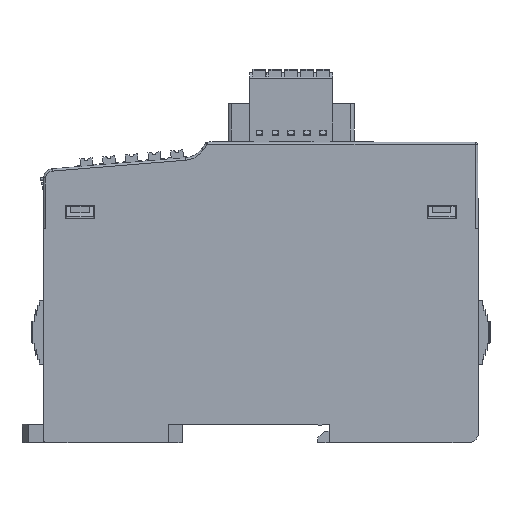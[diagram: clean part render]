
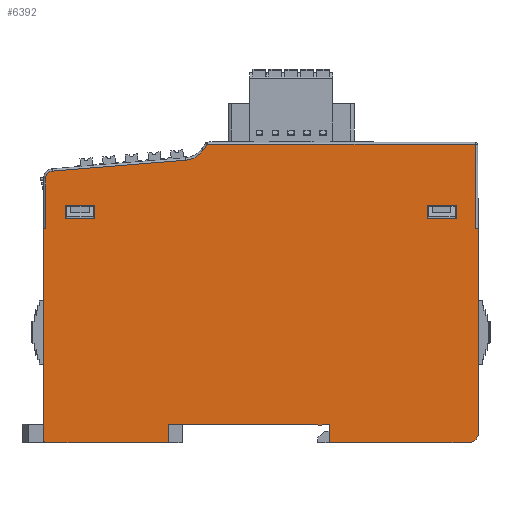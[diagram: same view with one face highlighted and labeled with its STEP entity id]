
A CAD part, left-side view. The second image highlights one B-rep face of the part: STEP entity #6392.
In plain terms, the highlighted planar face has unit normal (-1, 0, 0).
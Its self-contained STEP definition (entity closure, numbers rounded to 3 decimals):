
#6392=ADVANCED_FACE('',(#34436,#34437,#34438),#10724,.T.);
#10724=PLANE('',#83402);
#14479=LINE('',#108258,#24332);
#14501=LINE('',#108309,#24354);
#14505=LINE('',#108317,#24358);
#14509=LINE('',#108327,#24362);
#14510=LINE('',#108332,#24363);
#14511=LINE('',#108333,#24364);
#14512=LINE('',#108335,#24365);
#14513=LINE('',#108337,#24366);
#14514=LINE('',#108341,#24367);
#14515=LINE('',#108345,#24368);
#14516=LINE('',#108347,#24369);
#14517=LINE('',#108349,#24370);
#14518=LINE('',#108353,#24371);
#14519=LINE('',#108355,#24372);
#14520=LINE('',#108357,#24373);
#14521=LINE('',#108358,#24374);
#14522=LINE('',#108361,#24375);
#14523=LINE('',#108363,#24376);
#14524=LINE('',#108365,#24377);
#14525=LINE('',#108366,#24378);
#14526=LINE('',#108369,#24379);
#14527=LINE('',#108371,#24380);
#14528=LINE('',#108373,#24381);
#24332=VECTOR('',#88328,1.);
#24354=VECTOR('',#88360,1.);
#24358=VECTOR('',#88364,1.);
#24362=VECTOR('',#88376,1.);
#24363=VECTOR('',#88379,1.);
#24364=VECTOR('',#88380,1.);
#24365=VECTOR('',#88381,1.);
#24366=VECTOR('',#88382,1.);
#24367=VECTOR('',#88385,1.);
#24368=VECTOR('',#88388,1.);
#24369=VECTOR('',#88389,1.);
#24370=VECTOR('',#88390,1.);
#24371=VECTOR('',#88393,1.);
#24372=VECTOR('',#88394,1.);
#24373=VECTOR('',#88397,1.);
#24374=VECTOR('',#88398,1.);
#24375=VECTOR('',#88399,1.);
#24376=VECTOR('',#88400,1.);
#24377=VECTOR('',#88401,1.);
#24378=VECTOR('',#88402,1.);
#24379=VECTOR('',#88403,1.);
#24380=VECTOR('',#88404,1.);
#24381=VECTOR('',#88405,1.);
#34436=FACE_BOUND('',#34899,.T.);
#34437=FACE_BOUND('',#34900,.T.);
#34438=FACE_BOUND('',#34901,.T.);
#34899=EDGE_LOOP('',(#39691,#39692,#39693,#39694,#39695,#39696,#39697,#39698,
#39699,#39700,#39701,#39702,#39703,#39704,#39705,#39706,#39707,#39708,#39709,
#39710));
#34900=EDGE_LOOP('',(#39711,#39712,#39713,#39714));
#34901=EDGE_LOOP('',(#39715,#39716,#39717,#39718));
#39691=ORIENTED_EDGE('',*,*,#70957,.F.);
#39692=ORIENTED_EDGE('',*,*,#70958,.F.);
#39693=ORIENTED_EDGE('',*,*,#70959,.F.);
#39694=ORIENTED_EDGE('',*,*,#70924,.F.);
#39695=ORIENTED_EDGE('',*,*,#70960,.T.);
#39696=ORIENTED_EDGE('',*,*,#70961,.T.);
#39697=ORIENTED_EDGE('',*,*,#70962,.T.);
#39698=ORIENTED_EDGE('',*,*,#70963,.T.);
#39699=ORIENTED_EDGE('',*,*,#70964,.T.);
#39700=ORIENTED_EDGE('',*,*,#70965,.T.);
#39701=ORIENTED_EDGE('',*,*,#70966,.T.);
#39702=ORIENTED_EDGE('',*,*,#70967,.F.);
#39703=ORIENTED_EDGE('',*,*,#70968,.F.);
#39704=ORIENTED_EDGE('',*,*,#70969,.F.);
#39705=ORIENTED_EDGE('',*,*,#70970,.F.);
#39706=ORIENTED_EDGE('',*,*,#70971,.F.);
#39707=ORIENTED_EDGE('',*,*,#70952,.F.);
#39708=ORIENTED_EDGE('',*,*,#70972,.F.);
#39709=ORIENTED_EDGE('',*,*,#70948,.F.);
#39710=ORIENTED_EDGE('',*,*,#70973,.T.);
#39711=ORIENTED_EDGE('',*,*,#70974,.F.);
#39712=ORIENTED_EDGE('',*,*,#70975,.F.);
#39713=ORIENTED_EDGE('',*,*,#70976,.F.);
#39714=ORIENTED_EDGE('',*,*,#70977,.F.);
#39715=ORIENTED_EDGE('',*,*,#70978,.T.);
#39716=ORIENTED_EDGE('',*,*,#70979,.T.);
#39717=ORIENTED_EDGE('',*,*,#70980,.T.);
#39718=ORIENTED_EDGE('',*,*,#70981,.T.);
#63178=VERTEX_POINT('',#108254);
#63180=VERTEX_POINT('',#108257);
#63193=VERTEX_POINT('',#108286);
#63204=VERTEX_POINT('',#108308);
#63205=VERTEX_POINT('',#108310);
#63208=VERTEX_POINT('',#108316);
#63211=VERTEX_POINT('',#108328);
#63212=VERTEX_POINT('',#108329);
#63213=VERTEX_POINT('',#108331);
#63214=VERTEX_POINT('',#108334);
#63215=VERTEX_POINT('',#108336);
#63216=VERTEX_POINT('',#108338);
#63217=VERTEX_POINT('',#108340);
#63218=VERTEX_POINT('',#108342);
#63219=VERTEX_POINT('',#108344);
#63220=VERTEX_POINT('',#108346);
#63221=VERTEX_POINT('',#108348);
#63222=VERTEX_POINT('',#108350);
#63223=VERTEX_POINT('',#108352);
#63224=VERTEX_POINT('',#108354);
#63225=VERTEX_POINT('',#108359);
#63226=VERTEX_POINT('',#108360);
#63227=VERTEX_POINT('',#108362);
#63228=VERTEX_POINT('',#108364);
#63229=VERTEX_POINT('',#108367);
#63230=VERTEX_POINT('',#108368);
#63231=VERTEX_POINT('',#108370);
#63232=VERTEX_POINT('',#108372);
#70924=EDGE_CURVE('',#63180,#63178,#14479,.T.);
#70948=EDGE_CURVE('',#63204,#63205,#14501,.T.);
#70952=EDGE_CURVE('',#63208,#63193,#14505,.T.);
#70957=EDGE_CURVE('',#63211,#63212,#14509,.T.);
#70958=EDGE_CURVE('',#63213,#63211,#82645,.T.);
#70959=EDGE_CURVE('',#63178,#63213,#14510,.T.);
#70960=EDGE_CURVE('',#63180,#63214,#14511,.T.);
#70961=EDGE_CURVE('',#63214,#63215,#14512,.T.);
#70962=EDGE_CURVE('',#63215,#63216,#14513,.T.);
#70963=EDGE_CURVE('',#63216,#63217,#82646,.T.);
#70964=EDGE_CURVE('',#63217,#63218,#14514,.T.);
#70965=EDGE_CURVE('',#63218,#63219,#82647,.T.);
#70966=EDGE_CURVE('',#63219,#63220,#14515,.T.);
#70967=EDGE_CURVE('',#63221,#63220,#14516,.T.);
#70968=EDGE_CURVE('',#63222,#63221,#14517,.T.);
#70969=EDGE_CURVE('',#63223,#63222,#82648,.T.);
#70970=EDGE_CURVE('',#63224,#63223,#14518,.T.);
#70971=EDGE_CURVE('',#63193,#63224,#14519,.T.);
#70972=EDGE_CURVE('',#63205,#63208,#82649,.T.);
#70973=EDGE_CURVE('',#63204,#63212,#14520,.T.);
#70974=EDGE_CURVE('',#63225,#63226,#14521,.T.);
#70975=EDGE_CURVE('',#63227,#63225,#14522,.T.);
#70976=EDGE_CURVE('',#63228,#63227,#14523,.T.);
#70977=EDGE_CURVE('',#63226,#63228,#14524,.T.);
#70978=EDGE_CURVE('',#63229,#63230,#14525,.T.);
#70979=EDGE_CURVE('',#63230,#63231,#14526,.T.);
#70980=EDGE_CURVE('',#63231,#63232,#14527,.T.);
#70981=EDGE_CURVE('',#63232,#63229,#14528,.T.);
#82645=CIRCLE('',#83397,2.002);
#82646=CIRCLE('',#83398,5.5);
#82647=CIRCLE('',#83399,1.502);
#82648=CIRCLE('',#83400,0.5);
#82649=CIRCLE('',#83401,0.547);
#83397=AXIS2_PLACEMENT_3D('',#108330,#88377,#88378);
#83398=AXIS2_PLACEMENT_3D('',#108339,#88383,#88384);
#83399=AXIS2_PLACEMENT_3D('',#108343,#88386,#88387);
#83400=AXIS2_PLACEMENT_3D('',#108351,#88391,#88392);
#83401=AXIS2_PLACEMENT_3D('',#108356,#88395,#88396);
#83402=AXIS2_PLACEMENT_3D('',#108374,#88406,#88407);
#88328=DIRECTION('',(0.,-1.,0.));
#88360=DIRECTION('',(0.,1.,0.));
#88364=DIRECTION('',(0.,1.,0.));
#88376=DIRECTION('',(0.,1.,0.));
#88377=DIRECTION('',(1.,0.,0.));
#88378=DIRECTION('',(0.,0.,1.));
#88379=DIRECTION('',(0.,0.,-1.));
#88380=DIRECTION('',(0.,0.005,1.));
#88381=DIRECTION('',(0.,1.,0.));
#88382=DIRECTION('',(0.,0.578,-0.816));
#88383=DIRECTION('',(1.,0.,0.));
#88384=DIRECTION('',(0.,0.,1.));
#88385=DIRECTION('',(0.,0.997,-0.081));
#88386=DIRECTION('',(-1.,0.,0.));
#88387=DIRECTION('',(0.,0.,1.));
#88388=DIRECTION('',(0.,0.,-1.));
#88389=DIRECTION('',(0.,-1.,0.));
#88390=DIRECTION('',(0.,0.,1.));
#88391=DIRECTION('',(1.,0.,0.));
#88392=DIRECTION('',(0.,0.,1.));
#88393=DIRECTION('',(0.,1.,0.));
#88394=DIRECTION('',(0.,0.017,-1.));
#88395=DIRECTION('',(1.,0.,0.));
#88396=DIRECTION('',(0.,0.,-1.));
#88397=DIRECTION('',(0.,0.,-1.));
#88398=DIRECTION('',(0.,1.,0.));
#88399=DIRECTION('',(0.,0.,1.));
#88400=DIRECTION('',(0.,-1.,0.));
#88401=DIRECTION('',(0.,0.,-1.));
#88402=DIRECTION('',(0.,1.,0.));
#88403=DIRECTION('',(0.,0.,1.));
#88404=DIRECTION('',(0.,-1.,0.));
#88405=DIRECTION('',(0.,0.,-1.));
#88406=DIRECTION('',(-1.,0.,0.));
#88407=DIRECTION('',(0.,-1.,0.));
#108254=CARTESIAN_POINT('',(-246.66,27.994,21.568));
#108257=CARTESIAN_POINT('',(-246.66,28.494,21.568));
#108258=CARTESIAN_POINT('',(-246.66,-11.31,21.568));
#108286=CARTESIAN_POINT('',(-246.66,96.013,-21.448));
#108308=CARTESIAN_POINT('',(-246.66,60.678,-21.448));
#108309=CARTESIAN_POINT('',(-246.66,-11.31,-21.448));
#108310=CARTESIAN_POINT('',(-246.66,62.273,-21.448));
#108316=CARTESIAN_POINT('',(-246.66,63.298,-21.448));
#108317=CARTESIAN_POINT('',(-246.66,-11.31,-21.448));
#108327=CARTESIAN_POINT('',(-246.66,-11.31,-25.452));
#108328=CARTESIAN_POINT('',(-246.66,29.996,-25.452));
#108329=CARTESIAN_POINT('',(-246.66,60.678,-25.452));
#108330=CARTESIAN_POINT('',(-246.66,29.996,-23.45));
#108331=CARTESIAN_POINT('',(-246.66,27.994,-23.45));
#108332=CARTESIAN_POINT('',(-246.66,27.994,2.075));
#108333=CARTESIAN_POINT('',(-246.66,28.369,-2.137));
#108334=CARTESIAN_POINT('',(-246.66,28.591,40.113));
#108335=CARTESIAN_POINT('',(-246.66,-11.31,40.113));
#108336=CARTESIAN_POINT('',(-246.66,87.541,40.113));
#108337=CARTESIAN_POINT('',(-246.66,74.314,58.771));
#108338=CARTESIAN_POINT('',(-246.66,88.364,38.952));
#108339=CARTESIAN_POINT('',(-246.66,92.85,42.133));
#108340=CARTESIAN_POINT('',(-246.66,92.403,36.651));
#108341=CARTESIAN_POINT('',(-246.66,-7.495,44.806));
#108342=CARTESIAN_POINT('',(-246.66,121.709,34.259));
#108343=CARTESIAN_POINT('',(-246.66,121.587,32.762));
#108344=CARTESIAN_POINT('',(-246.66,123.089,32.762));
#108345=CARTESIAN_POINT('',(-246.66,123.089,-1.929));
#108346=CARTESIAN_POINT('',(-246.66,123.089,21.568));
#108347=CARTESIAN_POINT('',(-246.66,-11.31,21.568));
#108348=CARTESIAN_POINT('',(-246.66,123.589,21.568));
#108349=CARTESIAN_POINT('',(-246.66,123.589,-1.929));
#108350=CARTESIAN_POINT('',(-246.66,123.589,-24.952));
#108351=CARTESIAN_POINT('',(-246.66,123.088,-24.952));
#108352=CARTESIAN_POINT('',(-246.66,123.088,-25.452));
#108353=CARTESIAN_POINT('',(-246.66,-11.31,-25.452));
#108354=CARTESIAN_POINT('',(-246.66,96.083,-25.452));
#108355=CARTESIAN_POINT('',(-246.66,95.64,-0.062));
#108356=CARTESIAN_POINT('',(-246.66,62.786,-21.256));
#108357=CARTESIAN_POINT('',(-246.66,60.678,-27.779));
#108358=CARTESIAN_POINT('',(-246.66,36.002,26.718));
#108359=CARTESIAN_POINT('',(-246.66,32.791,26.718));
#108360=CARTESIAN_POINT('',(-246.66,39.212,26.718));
#108361=CARTESIAN_POINT('',(-246.66,32.791,25.229));
#108362=CARTESIAN_POINT('',(-246.66,32.791,23.797));
#108363=CARTESIAN_POINT('',(-246.66,78.539,23.797));
#108364=CARTESIAN_POINT('',(-246.66,39.212,23.797));
#108365=CARTESIAN_POINT('',(-246.66,39.212,25.229));
#108366=CARTESIAN_POINT('',(-246.66,-11.31,23.797));
#108367=CARTESIAN_POINT('',(-246.66,112.37,23.797));
#108368=CARTESIAN_POINT('',(-246.66,118.792,23.797));
#108369=CARTESIAN_POINT('',(-246.66,118.792,-1.929));
#108370=CARTESIAN_POINT('',(-246.66,118.792,26.718));
#108371=CARTESIAN_POINT('',(-246.66,-11.31,26.718));
#108372=CARTESIAN_POINT('',(-246.66,112.37,26.718));
#108373=CARTESIAN_POINT('',(-246.66,112.37,-1.929));
#108374=CARTESIAN_POINT('',(-246.66,-11.31,-1.929));
